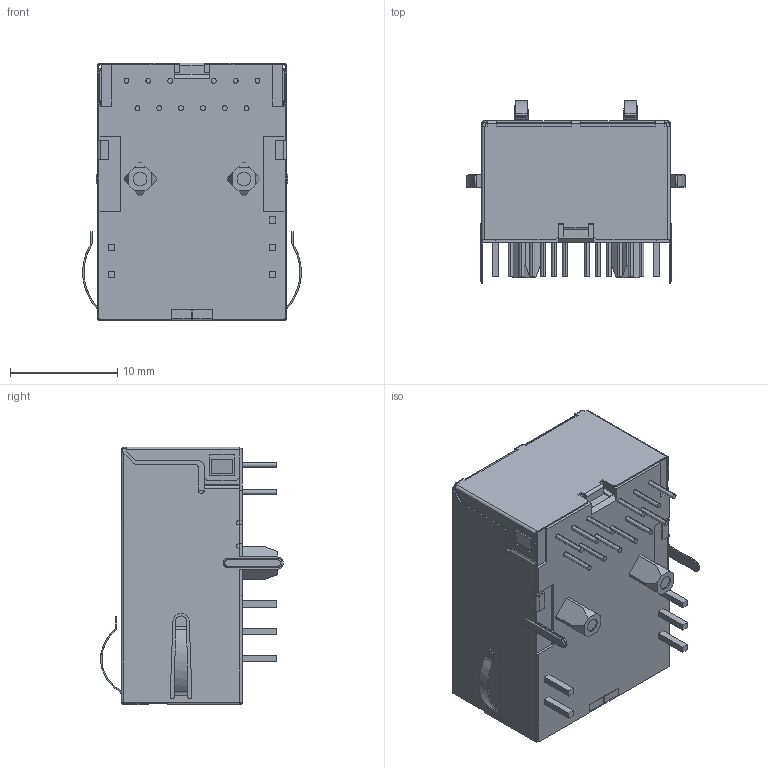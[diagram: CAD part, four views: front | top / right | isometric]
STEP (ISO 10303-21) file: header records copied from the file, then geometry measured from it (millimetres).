
FILE_DESCRIPTION (( 'STEP AP214' ), '1' );
FILE_NAME ('L829-1J1T-43.STEP', '2020-12-01T23:26:43', ( '' ), ( '' ), 'SwSTEP 2.0', 'SolidWorks 2017', '' );
FILE_SCHEMA (( 'AUTOMOTIVE_DESIGN' ));
Length unit declared in the file: inch
Products named in the file (1): L829-1J1T-43
Bounding box: 20.36 x 17.02 x 24 mm (x, y, z)
Volume: 3583.5 mm3; surface area: 4972.8 mm2
Topology: 29 solids, 29 shells, 693 faces, 1737 edges, 1104 vertices
Faces by surface type: plane 489, cylinder 196, torus 4, sphere 2, bspline 2
Entity records: 20813 total; most frequent: CARTESIAN_POINT 3771, ORIENTED_EDGE 3470, DIRECTION 3407, EDGE_CURVE 1735, VECTOR 1327, LINE 1327, VERTEX_POINT 1104, AXIS2_PLACEMENT_3D 1040
